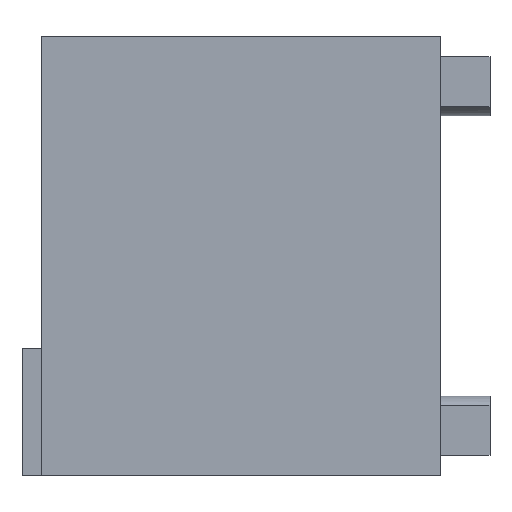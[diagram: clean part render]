
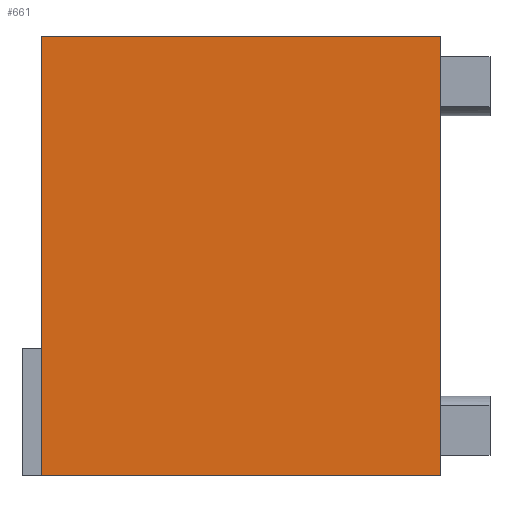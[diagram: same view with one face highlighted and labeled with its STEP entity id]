
A CAD part, front view. The second image highlights one B-rep face of the part: STEP entity #661.
In plain terms, the highlighted planar face has unit normal (0, -1, 0).
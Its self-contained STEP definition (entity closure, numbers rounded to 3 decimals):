
#61=CARTESIAN_POINT('Vertex',(70.451,-430.967,47.887)) ;
#105=CARTESIAN_POINT('Vertex',(7.851,-430.967,47.887)) ;
#108=CARTESIAN_POINT('Line Origine',(39.151,-430.967,47.887)) ;
#220=CARTESIAN_POINT('Line Origine',(70.451,-430.967,13.46)) ;
#224=CARTESIAN_POINT('Vertex',(70.451,-430.967,-20.967)) ;
#600=CARTESIAN_POINT('Vertex',(7.851,-430.967,-20.967)) ;
#603=CARTESIAN_POINT('Line Origine',(7.851,-430.967,13.46)) ;
#645=CARTESIAN_POINT('Axis2P3D Location',(46.151,-430.967,47.887)) ;
#650=CARTESIAN_POINT('Line Origine',(39.151,-430.967,-20.967)) ;
#109=DIRECTION('Vector Direction',(1.,0.,0.)) ;
#221=DIRECTION('Vector Direction',(0.,0.,-1.)) ;
#604=DIRECTION('Vector Direction',(0.,0.,-1.)) ;
#646=DIRECTION('Axis2P3D Direction',(0.,-1.,0.)) ;
#647=DIRECTION('Axis2P3D XDirection',(0.,0.,-1.)) ;
#651=DIRECTION('Vector Direction',(1.,0.,0.)) ;
#648=AXIS2_PLACEMENT_3D('Plane Axis2P3D',#645,#646,#647) ;
#656=ORIENTED_EDGE('',*,*,#112,.F.) ;
#657=ORIENTED_EDGE('',*,*,#607,.T.) ;
#658=ORIENTED_EDGE('',*,*,#654,.T.) ;
#659=ORIENTED_EDGE('',*,*,#226,.F.) ;
#110=VECTOR('Line Direction',#109,1.) ;
#222=VECTOR('Line Direction',#221,1.) ;
#605=VECTOR('Line Direction',#604,1.) ;
#652=VECTOR('Line Direction',#651,1.) ;
#661=ADVANCED_FACE('Corps principal',(#660),#649,.T.) ;
#112=EDGE_CURVE('',#106,#62,#111,.T.) ;
#226=EDGE_CURVE('',#62,#225,#223,.T.) ;
#607=EDGE_CURVE('',#106,#601,#606,.T.) ;
#654=EDGE_CURVE('',#601,#225,#653,.T.) ;
#655=EDGE_LOOP('',(#656,#657,#658,#659)) ;
#660=FACE_OUTER_BOUND('',#655,.T.) ;
#111=LINE('Line',#108,#110) ;
#223=LINE('Line',#220,#222) ;
#606=LINE('Line',#603,#605) ;
#653=LINE('Line',#650,#652) ;
#649=PLANE('',#648) ;
#62=VERTEX_POINT('',#61) ;
#106=VERTEX_POINT('',#105) ;
#225=VERTEX_POINT('',#224) ;
#601=VERTEX_POINT('',#600) ;
